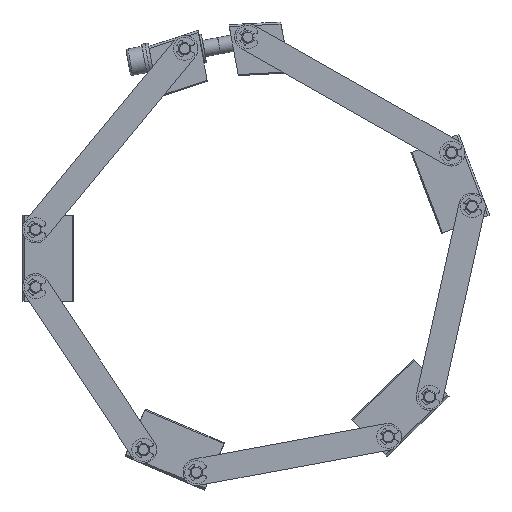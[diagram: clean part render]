
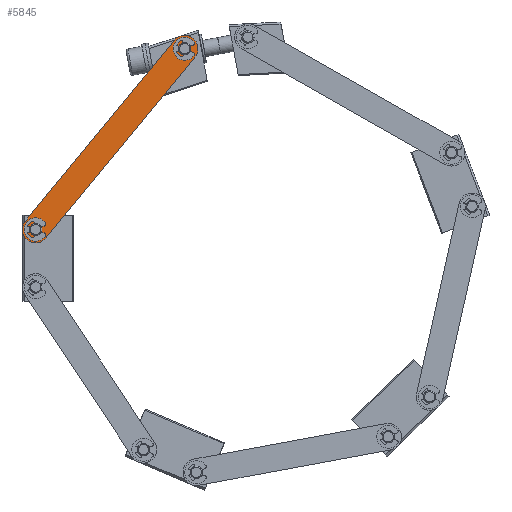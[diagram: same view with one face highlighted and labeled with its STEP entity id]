
A CAD part, left-side view. The second image highlights one B-rep face of the part: STEP entity #5845.
In plain terms, the highlighted face is planar.
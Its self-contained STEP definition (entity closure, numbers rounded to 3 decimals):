
#405=CIRCLE('',#6380,6.5);
#406=CIRCLE('',#6383,6.5);
#407=CIRCLE('',#6385,3.);
#408=CIRCLE('',#6386,3.);
#990=ORIENTED_EDGE('',*,*,#2420,.T.);
#991=ORIENTED_EDGE('',*,*,#2421,.T.);
#992=ORIENTED_EDGE('',*,*,#2415,.F.);
#993=ORIENTED_EDGE('',*,*,#2413,.F.);
#994=ORIENTED_EDGE('',*,*,#2419,.F.);
#995=ORIENTED_EDGE('',*,*,#2417,.F.);
#2413=EDGE_CURVE('',#3163,#3164,#3725,.T.);
#2415=EDGE_CURVE('',#3164,#3165,#405,.T.);
#2417=EDGE_CURVE('',#3165,#3166,#3728,.T.);
#2419=EDGE_CURVE('',#3166,#3163,#406,.T.);
#2420=EDGE_CURVE('',#3167,#3167,#407,.T.);
#2421=EDGE_CURVE('',#3168,#3168,#408,.T.);
#3163=VERTEX_POINT('',#9274);
#3164=VERTEX_POINT('',#9276);
#3165=VERTEX_POINT('',#9280);
#3166=VERTEX_POINT('',#9284);
#3167=VERTEX_POINT('',#9290);
#3168=VERTEX_POINT('',#9292);
#3725=LINE('',#9275,#4233);
#3728=LINE('',#9283,#4236);
#4233=VECTOR('',#7306,1000.);
#4236=VECTOR('',#7315,1000.);
#4713=EDGE_LOOP('',(#990));
#4714=EDGE_LOOP('',(#991));
#4715=EDGE_LOOP('',(#992,#993,#994,#995));
#5175=FACE_BOUND('',#4713,.T.);
#5176=FACE_BOUND('',#4714,.T.);
#5177=FACE_BOUND('',#4715,.T.);
#5589=PLANE('',#6384);
#5845=ADVANCED_FACE('',(#5175,#5176,#5177),#5589,.F.);
#6380=AXIS2_PLACEMENT_3D('',#9279,#7310,#7311);
#6383=AXIS2_PLACEMENT_3D('',#9287,#7319,#7320);
#6384=AXIS2_PLACEMENT_3D('',#9288,#7321,#7322);
#6385=AXIS2_PLACEMENT_3D('',#9289,#7323,#7324);
#6386=AXIS2_PLACEMENT_3D('',#9291,#7325,#7326);
#7306=DIRECTION('',(1.,0.,0.));
#7310=DIRECTION('',(0.,0.,1.));
#7311=DIRECTION('',(0.,1.,0.));
#7315=DIRECTION('',(-1.,0.,0.));
#7319=DIRECTION('',(0.,0.,1.));
#7320=DIRECTION('',(0.,-1.,0.));
#7321=DIRECTION('',(0.,0.,1.));
#7322=DIRECTION('',(1.,0.,0.));
#7323=DIRECTION('',(0.,0.,1.));
#7324=DIRECTION('',(-1.,0.,0.));
#7325=DIRECTION('',(0.,0.,1.));
#7326=DIRECTION('',(-1.,0.,0.));
#9274=CARTESIAN_POINT('',(-57.,-6.5,-0.75));
#9275=CARTESIAN_POINT('',(-57.,-6.5,-0.75));
#9276=CARTESIAN_POINT('',(57.,-6.5,-0.75));
#9279=CARTESIAN_POINT('',(57.,0.,-0.75));
#9280=CARTESIAN_POINT('',(57.,6.5,-0.75));
#9283=CARTESIAN_POINT('',(57.,6.5,-0.75));
#9284=CARTESIAN_POINT('',(-57.,6.5,-0.75));
#9287=CARTESIAN_POINT('',(-57.,0.,-0.75));
#9288=CARTESIAN_POINT('',(0.,0.,-0.75));
#9289=CARTESIAN_POINT('',(-57.,0.,-0.75));
#9290=CARTESIAN_POINT('',(-60.,0.,-0.75));
#9291=CARTESIAN_POINT('',(57.,0.,-0.75));
#9292=CARTESIAN_POINT('',(54.,0.,-0.75));
